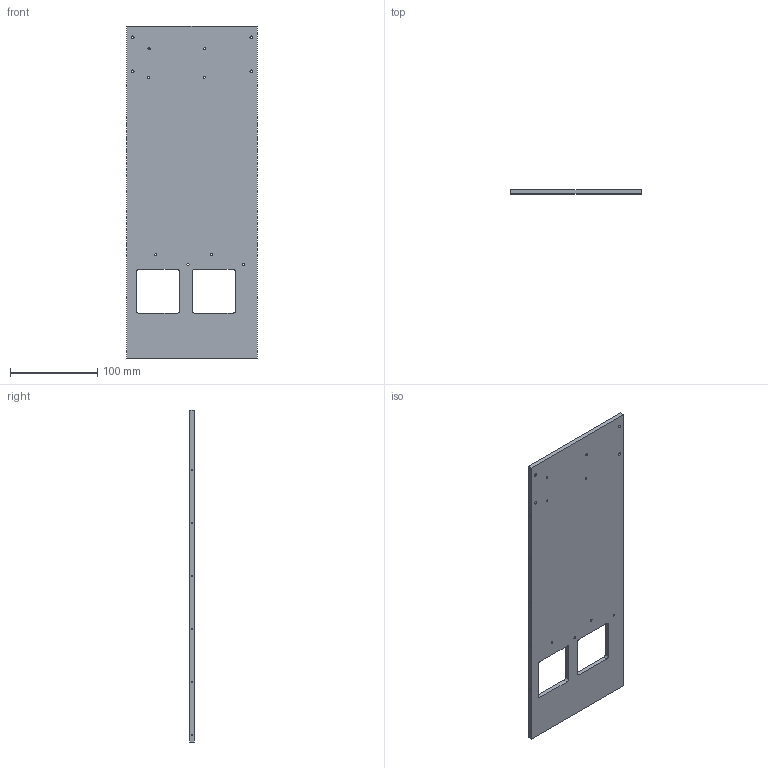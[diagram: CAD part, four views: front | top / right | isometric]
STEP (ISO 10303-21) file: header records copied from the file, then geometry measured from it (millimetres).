
FILE_DESCRIPTION(/* description */ (''),/* implementation_level */ '2;1');
FILE_NAME(/* name */ 'driver_right.step',/* time_stamp */ '2025-09-03T11:11:03+02:00',/* author */ (''),/* organization */ (''),/* preprocessor_version */ 'ST-DEVELOPER v20.1',/* originating_system */ 'Autodesk Translation Framework v14.10.0.0',/* authorisation */ '');
FILE_SCHEMA (('AUTOMOTIVE_DESIGN { 1 0 10303 214 3 1 1 }'));
Length unit declared in the file: millimetre
Products named in the file (1): driver_right
Bounding box: 149.9 x 5 x 380 mm (x, y, z)
Volume: 258784.3 mm3; surface area: 112980.7 mm2
Topology: 1 solids, 1 shells, 69 faces, 150 edges, 100 vertices
Faces by surface type: cylinder 38, plane 31
Full cylindrical faces by diameter (mm): 2.075 x18, 2.529 x8, 3.3 x4
Entity records: 2020 total; most frequent: DIRECTION 366, CARTESIAN_POINT 320, ORIENTED_EDGE 300, EDGE_CURVE 150, AXIS2_PLACEMENT_3D 146, EDGE_LOOP 116, VERTEX_POINT 100, CIRCLE 76
